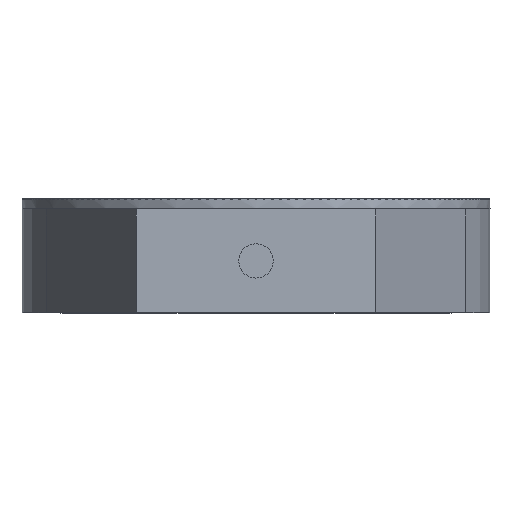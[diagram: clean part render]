
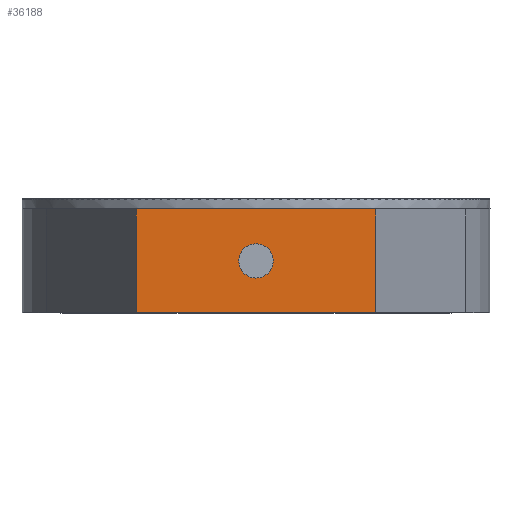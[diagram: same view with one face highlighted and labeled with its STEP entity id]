
A CAD part, front view. The second image highlights one B-rep face of the part: STEP entity #36188.
In plain terms, the highlighted face is planar.
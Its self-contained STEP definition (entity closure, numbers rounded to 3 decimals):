
#779 = CARTESIAN_POINT ( 'NONE',  ( 0., 10., 27.5 ) ) ;
#2380 = EDGE_CURVE ( 'NONE', #52523, #38841, #48271, .T. ) ;
#2554 = CARTESIAN_POINT ( 'NONE',  ( -11.5, 10., 27.5 ) ) ;
#3578 = ORIENTED_EDGE ( 'NONE', *, *, #7908, .T. ) ;
#5156 = EDGE_LOOP ( 'NONE', ( #10005 ) ) ;
#5318 = DIRECTION ( 'NONE',  ( 0., 0., -1. ) ) ;
#6412 = LINE ( 'NONE', #779, #33964 ) ;
#7388 = VECTOR ( 'NONE', #13903, 1000. ) ;
#7908 = EDGE_CURVE ( 'NONE', #44469, #52523, #55333, .T. ) ;
#9189 = EDGE_CURVE ( 'NONE', #44469, #45659, #32215, .T. ) ;
#10005 = ORIENTED_EDGE ( 'NONE', *, *, #21045, .F. ) ;
#10626 = VECTOR ( 'NONE', #51448, 1000. ) ;
#11725 = DIRECTION ( 'NONE',  ( 0., 0., 1. ) ) ;
#11806 = CARTESIAN_POINT ( 'NONE',  ( 0., 0., 27.5 ) ) ;
#11913 = CARTESIAN_POINT ( 'NONE',  ( 11.5, 10., 27.5 ) ) ;
#12961 = CARTESIAN_POINT ( 'NONE',  ( 1.65, 5., 27.5 ) ) ;
#13903 = DIRECTION ( 'NONE',  ( 0., 1., 0. ) ) ;
#15523 = ORIENTED_EDGE ( 'NONE', *, *, #2380, .T. ) ;
#21045 = EDGE_CURVE ( 'NONE', #56777, #56777, #32240, .T. ) ;
#23629 = EDGE_CURVE ( 'NONE', #45659, #38841, #6412, .T. ) ;
#24289 = CARTESIAN_POINT ( 'NONE',  ( 11.5, 10., 27.5 ) ) ;
#24562 = DIRECTION ( 'NONE',  ( -1., 0., 0. ) ) ;
#24858 = AXIS2_PLACEMENT_3D ( 'NONE', #28387, #5318, #24562 ) ;
#25654 = DIRECTION ( 'NONE',  ( 1., 0., 0. ) ) ;
#28387 = CARTESIAN_POINT ( 'NONE',  ( -11.5, 10., 27.5 ) ) ;
#32215 = LINE ( 'NONE', #2554, #10626 ) ;
#32240 = CIRCLE ( 'NONE', #60402, 1.65 ) ;
#32376 = CARTESIAN_POINT ( 'NONE',  ( -11.5, 10., 27.5 ) ) ;
#33964 = VECTOR ( 'NONE', #25654, 1000. ) ;
#36188 = ADVANCED_FACE ( 'NONE', ( #57387, #48541 ), #39075, .F. ) ;
#38841 = VERTEX_POINT ( 'NONE', #11913 ) ;
#39075 = PLANE ( 'NONE',  #24858 ) ;
#39632 = CARTESIAN_POINT ( 'NONE',  ( 11.5, 0., 27.5 ) ) ;
#44469 = VERTEX_POINT ( 'NONE', #52029 ) ;
#45659 = VERTEX_POINT ( 'NONE', #32376 ) ;
#46190 = DIRECTION ( 'NONE',  ( 1., 0., 0. ) ) ;
#48271 = LINE ( 'NONE', #24289, #7388 ) ;
#48541 = FACE_BOUND ( 'NONE', #5156, .T. ) ;
#49582 = CARTESIAN_POINT ( 'NONE',  ( 0., 5., 27.5 ) ) ;
#50212 = DIRECTION ( 'NONE',  ( 1., 0., 0. ) ) ;
#50427 = EDGE_LOOP ( 'NONE', ( #15523, #57897, #51267, #3578 ) ) ;
#51267 = ORIENTED_EDGE ( 'NONE', *, *, #9189, .F. ) ;
#51448 = DIRECTION ( 'NONE',  ( 0., 1., 0. ) ) ;
#51834 = VECTOR ( 'NONE', #46190, 1000. ) ;
#52029 = CARTESIAN_POINT ( 'NONE',  ( -11.5, 0., 27.5 ) ) ;
#52523 = VERTEX_POINT ( 'NONE', #39632 ) ;
#55333 = LINE ( 'NONE', #11806, #51834 ) ;
#56777 = VERTEX_POINT ( 'NONE', #12961 ) ;
#57387 = FACE_OUTER_BOUND ( 'NONE', #50427, .T. ) ;
#57897 = ORIENTED_EDGE ( 'NONE', *, *, #23629, .F. ) ;
#60402 = AXIS2_PLACEMENT_3D ( 'NONE', #49582, #11725, #50212 ) ;
